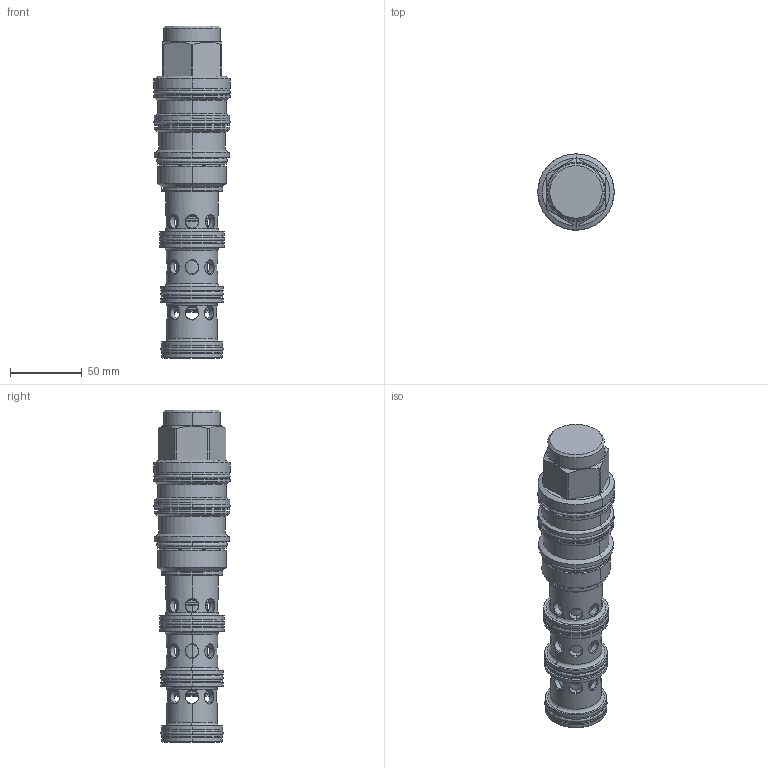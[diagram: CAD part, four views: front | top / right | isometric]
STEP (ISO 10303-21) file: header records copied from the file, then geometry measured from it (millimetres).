
FILE_DESCRIPTION((''),'2;1');
FILE_NAME('DCFD-XCN_PRT','2012-01-06T',('Administrator'),(''),'PRO/ENGINEER BY PARAMETRIC TECHNOLOGY CORPORATION, 2006240','PRO/ENGINEER BY PARAMETRIC TECHNOLOGY CORPORATION, 2006240','');
FILE_SCHEMA(('CONFIG_CONTROL_DESIGN'));
Length unit declared in the file: inch
Products named in the file (1): DCFD-XCN_PRT
Bounding box: 53.09 x 53.09 x 231.01 mm (x, y, z)
Volume: 244538.4 mm3; surface area: 85234.3 mm2
Topology: 5 solids, 19 shells, 711 faces, 1935 edges, 1200 vertices
Faces by surface type: cylinder 339, plane 122, torus 117, cone 113, revolution 20
Entity records: 26687 total; most frequent: CARTESIAN_POINT 8515, DIRECTION 3876, ORIENTED_EDGE 3866, EDGE_CURVE 1933, AXIS2_PLACEMENT_3D 1652, VERTEX_POINT 1200, CIRCLE 961, EDGE_LOOP 807
